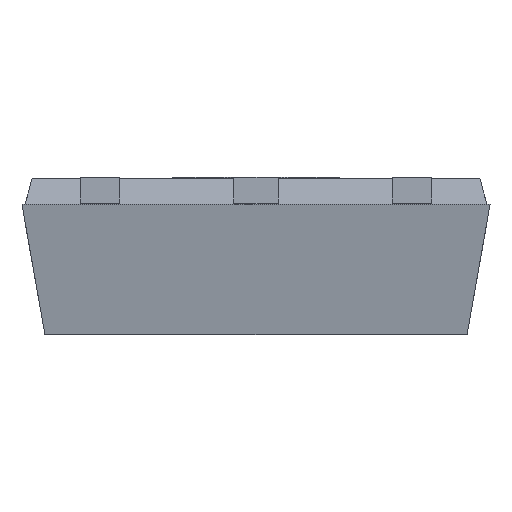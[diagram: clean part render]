
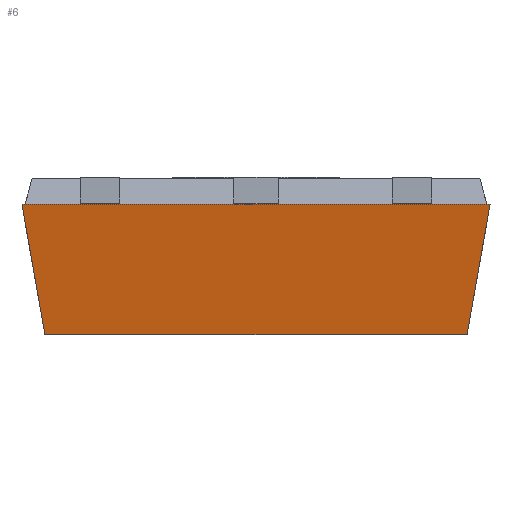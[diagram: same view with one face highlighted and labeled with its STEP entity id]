
A CAD part, top view. The second image highlights one B-rep face of the part: STEP entity #6.
In plain terms, the highlighted face is planar.
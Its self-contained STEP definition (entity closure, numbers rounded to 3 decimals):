
#6 = ADVANCED_FACE ( 'NONE', ( #871 ), #2305, .T. ) ;
#88 = AXIS2_PLACEMENT_3D ( 'NONE', #1498, #2392, #1110 ) ;
#117 = EDGE_LOOP ( 'NONE', ( #2302, #1530, #1011, #1318 ) ) ;
#209 = EDGE_CURVE ( 'NONE', #844, #1976, #548, .T. ) ;
#353 = LINE ( 'NONE', #2413, #1264 ) ;
#548 = LINE ( 'NONE', #1119, #1528 ) ;
#658 = CARTESIAN_POINT ( 'NONE',  ( 0., 1.25, -2.28 ) ) ;
#844 = VERTEX_POINT ( 'NONE', #2461 ) ;
#871 = FACE_OUTER_BOUND ( 'NONE', #117, .T. ) ;
#1011 = ORIENTED_EDGE ( 'NONE', *, *, #1662, .F. ) ;
#1093 = EDGE_CURVE ( 'NONE', #1597, #1976, #1513, .T. ) ;
#1110 = DIRECTION ( 'NONE',  ( 0., 0.985, 0.174 ) ) ;
#1119 = CARTESIAN_POINT ( 'NONE',  ( 0.073, 0.415, -2.427 ) ) ;
#1264 = VECTOR ( 'NONE', #2620, 1000. ) ;
#1267 = CARTESIAN_POINT ( 'NONE',  ( 4.5, 0., -2.5 ) ) ;
#1318 = ORIENTED_EDGE ( 'NONE', *, *, #2542, .T. ) ;
#1442 = VECTOR ( 'NONE', #2360, 1000. ) ;
#1498 = CARTESIAN_POINT ( 'NONE',  ( 0., 0., -2.5 ) ) ;
#1513 = LINE ( 'NONE', #2564, #1442 ) ;
#1528 = VECTOR ( 'NONE', #2579, 1000. ) ;
#1530 = ORIENTED_EDGE ( 'NONE', *, *, #209, .F. ) ;
#1597 = VERTEX_POINT ( 'NONE', #1267 ) ;
#1602 = CARTESIAN_POINT ( 'NONE',  ( 0., 0., -2.5 ) ) ;
#1662 = EDGE_CURVE ( 'NONE', #2130, #844, #1910, .T. ) ;
#1910 = LINE ( 'NONE', #658, #2380 ) ;
#1976 = VERTEX_POINT ( 'NONE', #1602 ) ;
#2130 = VERTEX_POINT ( 'NONE', #2474 ) ;
#2302 = ORIENTED_EDGE ( 'NONE', *, *, #1093, .T. ) ;
#2305 = PLANE ( 'NONE',  #88 ) ;
#2324 = DIRECTION ( 'NONE',  ( -1., 0., 0. ) ) ;
#2360 = DIRECTION ( 'NONE',  ( -1., 0., 0. ) ) ;
#2380 = VECTOR ( 'NONE', #2324, 1000. ) ;
#2392 = DIRECTION ( 'NONE',  ( 0., 0.174, -0.985 ) ) ;
#2413 = CARTESIAN_POINT ( 'NONE',  ( 4.368, 0.747, -2.368 ) ) ;
#2461 = CARTESIAN_POINT ( 'NONE',  ( 0.22, 1.25, -2.28 ) ) ;
#2474 = CARTESIAN_POINT ( 'NONE',  ( 4.28, 1.25, -2.28 ) ) ;
#2542 = EDGE_CURVE ( 'NONE', #2130, #1597, #353, .T. ) ;
#2564 = CARTESIAN_POINT ( 'NONE',  ( 0., 0., -2.5 ) ) ;
#2579 = DIRECTION ( 'NONE',  ( -0.171, -0.97, -0.171 ) ) ;
#2620 = DIRECTION ( 'NONE',  ( 0.171, -0.97, -0.171 ) ) ;
